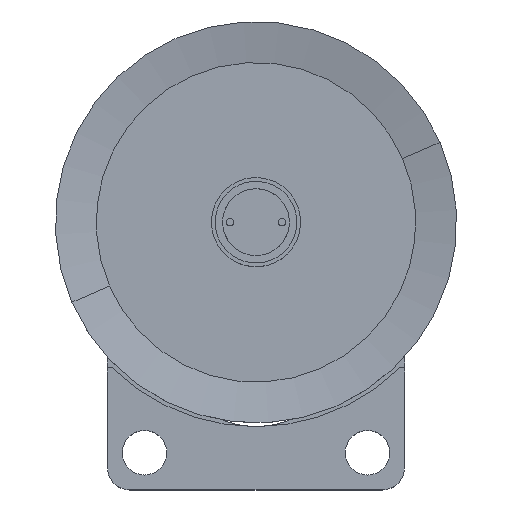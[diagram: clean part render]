
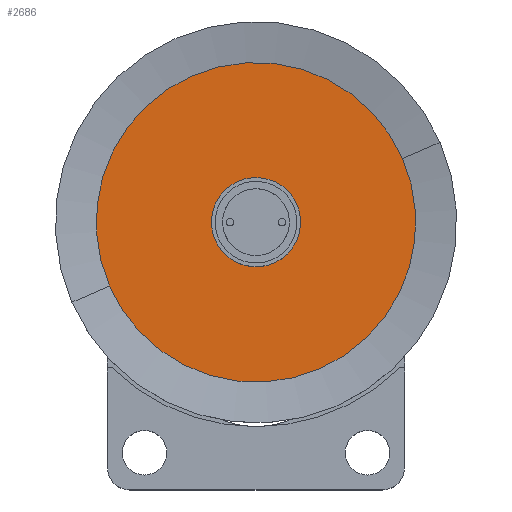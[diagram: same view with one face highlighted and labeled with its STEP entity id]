
A CAD part, top view. The second image highlights one B-rep face of the part: STEP entity #2686.
In plain terms, the highlighted planar face has unit normal (0, 0, 1).
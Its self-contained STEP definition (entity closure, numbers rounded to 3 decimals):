
#60 = DIRECTION ( 'NONE',  ( 0., 0., 1. ) ) ;
#75 = DIRECTION ( 'NONE',  ( 1., 0., 0. ) ) ;
#101 = EDGE_CURVE ( 'NONE', #2116, #1886, #2168, .T. ) ;
#317 = CIRCLE ( 'NONE', #2507, 4. ) ;
#385 = CARTESIAN_POINT ( 'NONE',  ( 0., 36., -3.631 ) ) ;
#502 = AXIS2_PLACEMENT_3D ( 'NONE', #1257, #2954, #1505 ) ;
#510 = VERTEX_POINT ( 'NONE', #1077 ) ;
#560 = CARTESIAN_POINT ( 'NONE',  ( 0., 36., -3.631 ) ) ;
#563 = ORIENTED_EDGE ( 'NONE', *, *, #986, .T. ) ;
#620 = ORIENTED_EDGE ( 'NONE', *, *, #101, .T. ) ;
#624 = DIRECTION ( 'NONE',  ( 1., 0., 0. ) ) ;
#631 = CARTESIAN_POINT ( 'NONE',  ( -25., 36., -3.631 ) ) ;
#679 = AXIS2_PLACEMENT_3D ( 'NONE', #560, #60, #1763 ) ;
#865 = PLANE ( 'NONE',  #1309 ) ;
#986 = EDGE_CURVE ( 'NONE', #1886, #2116, #1061, .T. ) ;
#1061 = CIRCLE ( 'NONE', #502, 25. ) ;
#1074 = EDGE_LOOP ( 'NONE', ( #620, #563 ) ) ;
#1077 = CARTESIAN_POINT ( 'NONE',  ( -4., 36., -3.631 ) ) ;
#1210 = FACE_OUTER_BOUND ( 'NONE', #1074, .T. ) ;
#1257 = CARTESIAN_POINT ( 'NONE',  ( 0., 36., -3.631 ) ) ;
#1291 = FACE_BOUND ( 'NONE', #2902, .T. ) ;
#1309 = AXIS2_PLACEMENT_3D ( 'NONE', #385, #2070, #624 ) ;
#1338 = ORIENTED_EDGE ( 'NONE', *, *, #2538, .F. ) ;
#1340 = EDGE_CURVE ( 'NONE', #510, #2365, #1906, .T. ) ;
#1505 = DIRECTION ( 'NONE',  ( 1., 0., 0. ) ) ;
#1535 = DIRECTION ( 'NONE',  ( 0., 0., 1. ) ) ;
#1557 = CARTESIAN_POINT ( 'NONE',  ( 0., 36., -3.631 ) ) ;
#1763 = DIRECTION ( 'NONE',  ( 1., 0., 0. ) ) ;
#1877 = CARTESIAN_POINT ( 'NONE',  ( 4., 36., -3.631 ) ) ;
#1886 = VERTEX_POINT ( 'NONE', #631 ) ;
#1906 = CIRCLE ( 'NONE', #1992, 4. ) ;
#1992 = AXIS2_PLACEMENT_3D ( 'NONE', #1557, #3002, #2760 ) ;
#2069 = CARTESIAN_POINT ( 'NONE',  ( 25., 36., -3.631 ) ) ;
#2070 = DIRECTION ( 'NONE',  ( 0., 0., 1. ) ) ;
#2116 = VERTEX_POINT ( 'NONE', #2069 ) ;
#2168 = CIRCLE ( 'NONE', #679, 25. ) ;
#2229 = ORIENTED_EDGE ( 'NONE', *, *, #1340, .F. ) ;
#2365 = VERTEX_POINT ( 'NONE', #1877 ) ;
#2507 = AXIS2_PLACEMENT_3D ( 'NONE', #2982, #1535, #75 ) ;
#2538 = EDGE_CURVE ( 'NONE', #2365, #510, #317, .T. ) ;
#2686 = ADVANCED_FACE ( 'NONE', ( #1210, #1291 ), #865, .T. ) ;
#2760 = DIRECTION ( 'NONE',  ( 1., 0., 0. ) ) ;
#2902 = EDGE_LOOP ( 'NONE', ( #1338, #2229 ) ) ;
#2954 = DIRECTION ( 'NONE',  ( 0., 0., 1. ) ) ;
#2982 = CARTESIAN_POINT ( 'NONE',  ( 0., 36., -3.631 ) ) ;
#3002 = DIRECTION ( 'NONE',  ( 0., 0., 1. ) ) ;
